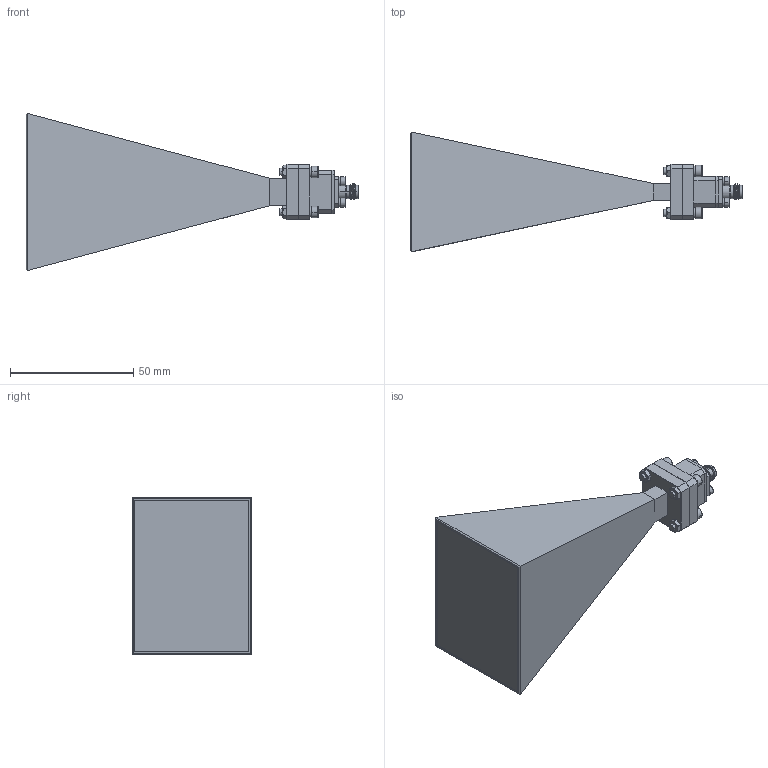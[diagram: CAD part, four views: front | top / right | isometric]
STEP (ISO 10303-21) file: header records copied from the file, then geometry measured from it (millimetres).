
FILE_DESCRIPTION (( 'STEP AP203' ), '1' );
FILE_NAME ('AR-3C1-E, Female.STEP', '2022-09-23T18:51:03', ( '' ), ( '' ), 'SwSTEP 2.0', 'SolidWorks 2021', '' );
FILE_SCHEMA (( 'CONFIG_CONTROL_DESIGN' ));
Length unit declared in the file: inch
Products named in the file (1): AR-3C1-E, Female
Bounding box: 134.58 x 48.52 x 63.71 mm (x, y, z)
Volume: 128673.2 mm3; surface area: 20983.1 mm2
Topology: 12 solids, 12 shells, 456 faces, 1003 edges, 600 vertices
Faces by surface type: plane 234, cone 128, cylinder 90, torus 2, bspline 2
Entity records: 13750 total; most frequent: CARTESIAN_POINT 3705, DIRECTION 2100, ORIENTED_EDGE 2006, EDGE_CURVE 1003, AXIS2_PLACEMENT_3D 773, VERTEX_POINT 600, VECTOR 554, LINE 554
